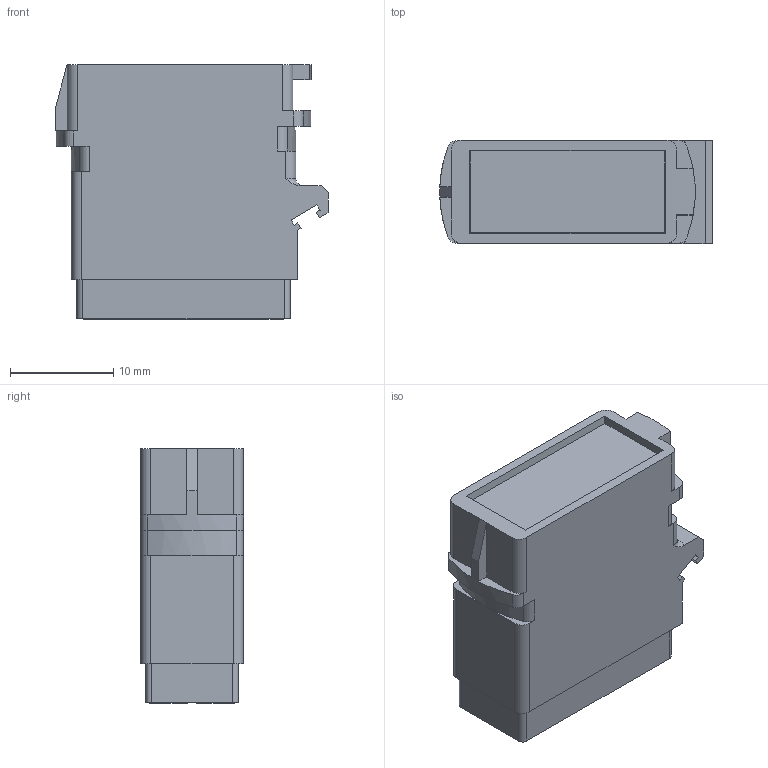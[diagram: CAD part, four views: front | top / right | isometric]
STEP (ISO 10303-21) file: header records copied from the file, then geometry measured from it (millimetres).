
FILE_DESCRIPTION((''),'2;1');
FILE_NAME('00122521002','2020-03-12T',('presta_be4'),(''),'CREO PARAMETRIC BY PTC INC, 2018360','CREO PARAMETRIC BY PTC INC, 2018360','');
FILE_SCHEMA(('CONFIG_CONTROL_DESIGN'));
Length unit declared in the file: millimetre
Products named in the file (1): 00122521002
Bounding box: 26.45 x 10 x 24.75 mm (x, y, z)
Volume: 4285.8 mm3; surface area: 4316.2 mm2
Topology: 1 solids, 1 shells, 1510 faces, 3712 edges, 2266 vertices
Faces by surface type: plane 577, cylinder 391, torus 302, cone 220, bspline 20
Entity records: 46646 total; most frequent: CARTESIAN_POINT 11379, ORIENTED_EDGE 7424, DIRECTION 7376, EDGE_CURVE 3712, AXIS2_PLACEMENT_3D 2817, VERTEX_POINT 2266, VECTOR 1742, LINE 1742
